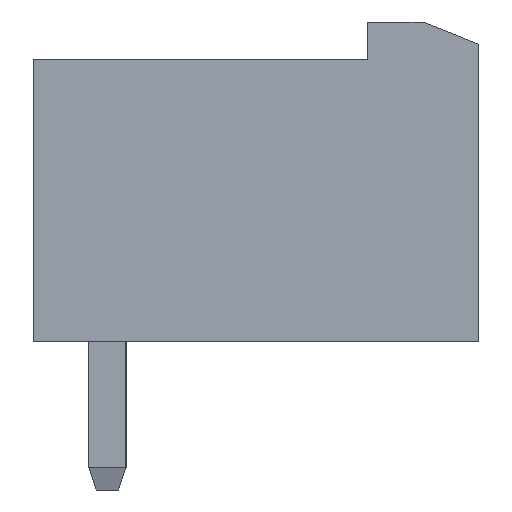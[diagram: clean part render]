
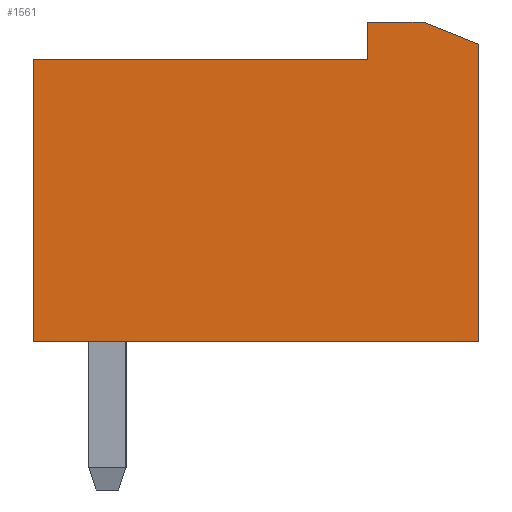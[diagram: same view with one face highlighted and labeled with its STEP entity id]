
A CAD part, left-side view. The second image highlights one B-rep face of the part: STEP entity #1561.
In plain terms, the highlighted planar face has unit normal (-1, 0, 0).
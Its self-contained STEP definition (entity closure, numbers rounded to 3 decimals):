
#22 = VERTEX_POINT('',#23);
#23 = CARTESIAN_POINT('',(-7.5,2.,7.6));
#32 = PLANE('',#33);
#33 = AXIS2_PLACEMENT_3D('',#34,#35,#36);
#34 = CARTESIAN_POINT('',(-7.5,2.,7.6));
#35 = DIRECTION('',(0.,1.,0.));
#36 = DIRECTION('',(0.,0.,-1.));
#44 = PLANE('',#45);
#45 = AXIS2_PLACEMENT_3D('',#46,#47,#48);
#46 = CARTESIAN_POINT('',(-7.5,-7.,7.6));
#47 = DIRECTION('',(0.,0.,1.));
#48 = DIRECTION('',(0.,1.,0.));
#85 = VERTEX_POINT('',#86);
#86 = CARTESIAN_POINT('',(-7.5,2.,0.));
#100 = PLANE('',#101);
#101 = AXIS2_PLACEMENT_3D('',#102,#103,#104);
#102 = CARTESIAN_POINT('',(-7.5,2.,0.));
#103 = DIRECTION('',(0.,0.,-1.));
#104 = DIRECTION('',(0.,-1.,0.));
#112 = EDGE_CURVE('',#22,#85,#113,.T.);
#113 = SURFACE_CURVE('',#114,(#118,#125),.PCURVE_S1.);
#114 = LINE('',#115,#116);
#115 = CARTESIAN_POINT('',(-7.5,2.,7.6));
#116 = VECTOR('',#117,1.);
#117 = DIRECTION('',(0.,0.,-1.));
#118 = PCURVE('',#32,#119);
#119 = DEFINITIONAL_REPRESENTATION('',(#120),#124);
#120 = LINE('',#121,#122);
#121 = CARTESIAN_POINT('',(0.,0.));
#122 = VECTOR('',#123,1.);
#123 = DIRECTION('',(1.,0.));
#124 = ( GEOMETRIC_REPRESENTATION_CONTEXT(2)
PARAMETRIC_REPRESENTATION_CONTEXT() REPRESENTATION_CONTEXT('2D SPACE',''
) );
#125 = PCURVE('',#126,#131);
#126 = PLANE('',#127);
#127 = AXIS2_PLACEMENT_3D('',#128,#129,#130);
#128 = CARTESIAN_POINT('',(-7.5,2.,7.6));
#129 = DIRECTION('',(1.,0.,0.));
#130 = DIRECTION('',(0.,-1.,0.));
#131 = DEFINITIONAL_REPRESENTATION('',(#132),#136);
#132 = LINE('',#133,#134);
#133 = CARTESIAN_POINT('',(0.,0.));
#134 = VECTOR('',#135,1.);
#135 = DIRECTION('',(0.,1.));
#136 = ( GEOMETRIC_REPRESENTATION_CONTEXT(2)
PARAMETRIC_REPRESENTATION_CONTEXT() REPRESENTATION_CONTEXT('2D SPACE',''
) );
#142 = VERTEX_POINT('',#143);
#143 = CARTESIAN_POINT('',(-7.5,-7.,7.6));
#159 = PLANE('',#160);
#160 = AXIS2_PLACEMENT_3D('',#161,#162,#163);
#161 = CARTESIAN_POINT('',(-7.5,-7.,8.6));
#162 = DIRECTION('',(0.,1.,0.));
#163 = DIRECTION('',(0.,0.,-1.));
#193 = EDGE_CURVE('',#142,#22,#194,.T.);
#194 = SURFACE_CURVE('',#195,(#199,#206),.PCURVE_S1.);
#195 = LINE('',#196,#197);
#196 = CARTESIAN_POINT('',(-7.5,-7.,7.6));
#197 = VECTOR('',#198,1.);
#198 = DIRECTION('',(0.,1.,0.));
#199 = PCURVE('',#44,#200);
#200 = DEFINITIONAL_REPRESENTATION('',(#201),#205);
#201 = LINE('',#202,#203);
#202 = CARTESIAN_POINT('',(0.,0.));
#203 = VECTOR('',#204,1.);
#204 = DIRECTION('',(1.,0.));
#205 = ( GEOMETRIC_REPRESENTATION_CONTEXT(2)
PARAMETRIC_REPRESENTATION_CONTEXT() REPRESENTATION_CONTEXT('2D SPACE',''
) );
#206 = PCURVE('',#126,#207);
#207 = DEFINITIONAL_REPRESENTATION('',(#208),#212);
#208 = LINE('',#209,#210);
#209 = CARTESIAN_POINT('',(9.,0.));
#210 = VECTOR('',#211,1.);
#211 = DIRECTION('',(-1.,0.));
#212 = ( GEOMETRIC_REPRESENTATION_CONTEXT(2)
PARAMETRIC_REPRESENTATION_CONTEXT() REPRESENTATION_CONTEXT('2D SPACE',''
) );
#242 = VERTEX_POINT('',#243);
#243 = CARTESIAN_POINT('',(-7.5,-10.,0.));
#257 = PLANE('',#258);
#258 = AXIS2_PLACEMENT_3D('',#259,#260,#261);
#259 = CARTESIAN_POINT('',(-7.5,-10.,0.));
#260 = DIRECTION('',(0.,-1.,0.));
#261 = DIRECTION('',(0.,0.,1.));
#269 = EDGE_CURVE('',#85,#242,#270,.T.);
#270 = SURFACE_CURVE('',#271,(#275,#282),.PCURVE_S1.);
#271 = LINE('',#272,#273);
#272 = CARTESIAN_POINT('',(-7.5,2.,0.));
#273 = VECTOR('',#274,1.);
#274 = DIRECTION('',(0.,-1.,0.));
#275 = PCURVE('',#100,#276);
#276 = DEFINITIONAL_REPRESENTATION('',(#277),#281);
#277 = LINE('',#278,#279);
#278 = CARTESIAN_POINT('',(0.,0.));
#279 = VECTOR('',#280,1.);
#280 = DIRECTION('',(1.,0.));
#281 = ( GEOMETRIC_REPRESENTATION_CONTEXT(2)
PARAMETRIC_REPRESENTATION_CONTEXT() REPRESENTATION_CONTEXT('2D SPACE',''
) );
#282 = PCURVE('',#126,#283);
#283 = DEFINITIONAL_REPRESENTATION('',(#284),#288);
#284 = LINE('',#285,#286);
#285 = CARTESIAN_POINT('',(0.,7.6));
#286 = VECTOR('',#287,1.);
#287 = DIRECTION('',(1.,0.));
#288 = ( GEOMETRIC_REPRESENTATION_CONTEXT(2)
PARAMETRIC_REPRESENTATION_CONTEXT() REPRESENTATION_CONTEXT('2D SPACE',''
) );
#1561 = ADVANCED_FACE('',(#1562),#126,.F.);
#1562 = FACE_BOUND('',#1563,.T.);
#1563 = EDGE_LOOP('',(#1564,#1565,#1566,#1589,#1617,#1645,#1666));
#1564 = ORIENTED_EDGE('',*,*,#112,.T.);
#1565 = ORIENTED_EDGE('',*,*,#269,.T.);
#1566 = ORIENTED_EDGE('',*,*,#1567,.T.);
#1567 = EDGE_CURVE('',#242,#1568,#1570,.T.);
#1568 = VERTEX_POINT('',#1569);
#1569 = CARTESIAN_POINT('',(-7.5,-10.,8.));
#1570 = SURFACE_CURVE('',#1571,(#1575,#1582),.PCURVE_S1.);
#1571 = LINE('',#1572,#1573);
#1572 = CARTESIAN_POINT('',(-7.5,-10.,0.));
#1573 = VECTOR('',#1574,1.);
#1574 = DIRECTION('',(0.,0.,1.));
#1575 = PCURVE('',#126,#1576);
#1576 = DEFINITIONAL_REPRESENTATION('',(#1577),#1581);
#1577 = LINE('',#1578,#1579);
#1578 = CARTESIAN_POINT('',(12.,7.6));
#1579 = VECTOR('',#1580,1.);
#1580 = DIRECTION('',(0.,-1.));
#1581 = ( GEOMETRIC_REPRESENTATION_CONTEXT(2)
PARAMETRIC_REPRESENTATION_CONTEXT() REPRESENTATION_CONTEXT('2D SPACE',''
) );
#1582 = PCURVE('',#257,#1583);
#1583 = DEFINITIONAL_REPRESENTATION('',(#1584),#1588);
#1584 = LINE('',#1585,#1586);
#1585 = CARTESIAN_POINT('',(0.,0.));
#1586 = VECTOR('',#1587,1.);
#1587 = DIRECTION('',(1.,0.));
#1588 = ( GEOMETRIC_REPRESENTATION_CONTEXT(2)
PARAMETRIC_REPRESENTATION_CONTEXT() REPRESENTATION_CONTEXT('2D SPACE',''
) );
#1589 = ORIENTED_EDGE('',*,*,#1590,.T.);
#1590 = EDGE_CURVE('',#1568,#1591,#1593,.T.);
#1591 = VERTEX_POINT('',#1592);
#1592 = CARTESIAN_POINT('',(-7.5,-8.5,8.6));
#1593 = SURFACE_CURVE('',#1594,(#1598,#1605),.PCURVE_S1.);
#1594 = LINE('',#1595,#1596);
#1595 = CARTESIAN_POINT('',(-7.5,-10.,8.));
#1596 = VECTOR('',#1597,1.);
#1597 = DIRECTION('',(0.,0.928,0.371));
#1598 = PCURVE('',#126,#1599);
#1599 = DEFINITIONAL_REPRESENTATION('',(#1600),#1604);
#1600 = LINE('',#1601,#1602);
#1601 = CARTESIAN_POINT('',(12.,-0.4));
#1602 = VECTOR('',#1603,1.);
#1603 = DIRECTION('',(-0.928,-0.371));
#1604 = ( GEOMETRIC_REPRESENTATION_CONTEXT(2)
PARAMETRIC_REPRESENTATION_CONTEXT() REPRESENTATION_CONTEXT('2D SPACE',''
) );
#1605 = PCURVE('',#1606,#1611);
#1606 = PLANE('',#1607);
#1607 = AXIS2_PLACEMENT_3D('',#1608,#1609,#1610);
#1608 = CARTESIAN_POINT('',(-7.5,-10.,8.));
#1609 = DIRECTION('',(0.,-0.371,0.928));
#1610 = DIRECTION('',(0.,0.928,0.371));
#1611 = DEFINITIONAL_REPRESENTATION('',(#1612),#1616);
#1612 = LINE('',#1613,#1614);
#1613 = CARTESIAN_POINT('',(0.,0.));
#1614 = VECTOR('',#1615,1.);
#1615 = DIRECTION('',(1.,0.));
#1616 = ( GEOMETRIC_REPRESENTATION_CONTEXT(2)
PARAMETRIC_REPRESENTATION_CONTEXT() REPRESENTATION_CONTEXT('2D SPACE',''
) );
#1617 = ORIENTED_EDGE('',*,*,#1618,.T.);
#1618 = EDGE_CURVE('',#1591,#1619,#1621,.T.);
#1619 = VERTEX_POINT('',#1620);
#1620 = CARTESIAN_POINT('',(-7.5,-7.,8.6));
#1621 = SURFACE_CURVE('',#1622,(#1626,#1633),.PCURVE_S1.);
#1622 = LINE('',#1623,#1624);
#1623 = CARTESIAN_POINT('',(-7.5,-8.5,8.6));
#1624 = VECTOR('',#1625,1.);
#1625 = DIRECTION('',(0.,1.,0.));
#1626 = PCURVE('',#126,#1627);
#1627 = DEFINITIONAL_REPRESENTATION('',(#1628),#1632);
#1628 = LINE('',#1629,#1630);
#1629 = CARTESIAN_POINT('',(10.5,-1.));
#1630 = VECTOR('',#1631,1.);
#1631 = DIRECTION('',(-1.,0.));
#1632 = ( GEOMETRIC_REPRESENTATION_CONTEXT(2)
PARAMETRIC_REPRESENTATION_CONTEXT() REPRESENTATION_CONTEXT('2D SPACE',''
) );
#1633 = PCURVE('',#1634,#1639);
#1634 = PLANE('',#1635);
#1635 = AXIS2_PLACEMENT_3D('',#1636,#1637,#1638);
#1636 = CARTESIAN_POINT('',(-7.5,-8.5,8.6));
#1637 = DIRECTION('',(0.,0.,1.));
#1638 = DIRECTION('',(0.,1.,0.));
#1639 = DEFINITIONAL_REPRESENTATION('',(#1640),#1644);
#1640 = LINE('',#1641,#1642);
#1641 = CARTESIAN_POINT('',(0.,0.));
#1642 = VECTOR('',#1643,1.);
#1643 = DIRECTION('',(1.,0.));
#1644 = ( GEOMETRIC_REPRESENTATION_CONTEXT(2)
PARAMETRIC_REPRESENTATION_CONTEXT() REPRESENTATION_CONTEXT('2D SPACE',''
) );
#1645 = ORIENTED_EDGE('',*,*,#1646,.T.);
#1646 = EDGE_CURVE('',#1619,#142,#1647,.T.);
#1647 = SURFACE_CURVE('',#1648,(#1652,#1659),.PCURVE_S1.);
#1648 = LINE('',#1649,#1650);
#1649 = CARTESIAN_POINT('',(-7.5,-7.,8.6));
#1650 = VECTOR('',#1651,1.);
#1651 = DIRECTION('',(0.,0.,-1.));
#1652 = PCURVE('',#126,#1653);
#1653 = DEFINITIONAL_REPRESENTATION('',(#1654),#1658);
#1654 = LINE('',#1655,#1656);
#1655 = CARTESIAN_POINT('',(9.,-1.));
#1656 = VECTOR('',#1657,1.);
#1657 = DIRECTION('',(0.,1.));
#1658 = ( GEOMETRIC_REPRESENTATION_CONTEXT(2)
PARAMETRIC_REPRESENTATION_CONTEXT() REPRESENTATION_CONTEXT('2D SPACE',''
) );
#1659 = PCURVE('',#159,#1660);
#1660 = DEFINITIONAL_REPRESENTATION('',(#1661),#1665);
#1661 = LINE('',#1662,#1663);
#1662 = CARTESIAN_POINT('',(0.,0.));
#1663 = VECTOR('',#1664,1.);
#1664 = DIRECTION('',(1.,0.));
#1665 = ( GEOMETRIC_REPRESENTATION_CONTEXT(2)
PARAMETRIC_REPRESENTATION_CONTEXT() REPRESENTATION_CONTEXT('2D SPACE',''
) );
#1666 = ORIENTED_EDGE('',*,*,#193,.T.);
